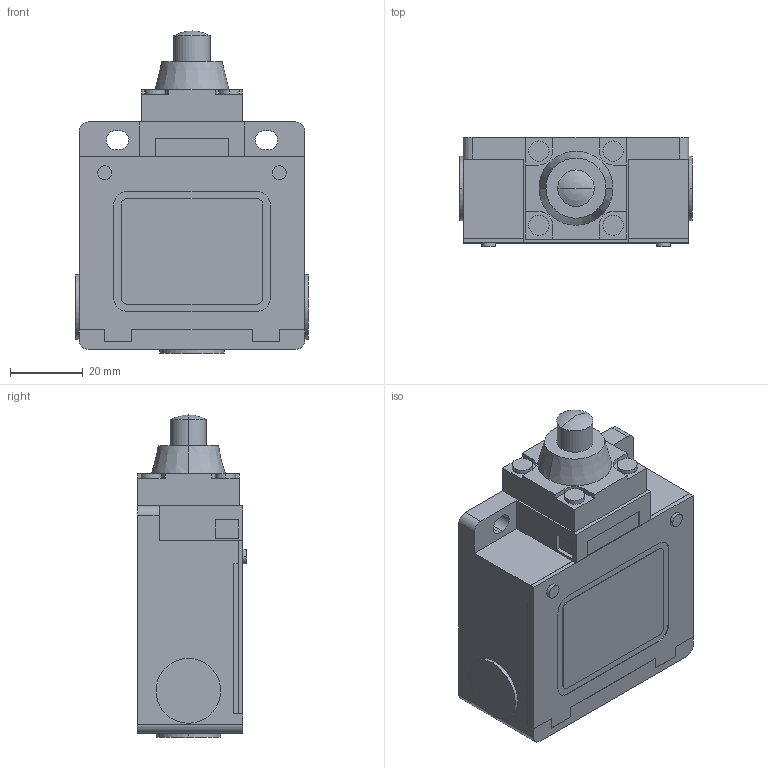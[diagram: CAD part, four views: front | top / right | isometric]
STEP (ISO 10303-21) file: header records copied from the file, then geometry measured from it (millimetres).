
FILE_DESCRIPTION(('starvars output'),'2;1');
FILE_NAME('cv20200406040548000009219.stp','04:05:48 2020/04/06',( 'Thomas Industrial Network Germany GmbH'),( 'Thomas Industrial Network Germany GmbH'),'unknown preprocess','ACIS' ,'unknown authorization');
FILE_SCHEMA(('AUTOMOTIVE_DESIGN_CC2 {UNKNOWN IMPLEMENTATION LEVEL}'));
Length unit declared in the file: millimetre
Products named in the file (1): PRODUCT_ID_1
Bounding box: 64 x 30 x 88.5 mm (x, y, z)
Volume: 114495.7 mm3; surface area: 17488.8 mm2
Topology: 1 solids, 1 shells, 155 faces, 400 edges, 263 vertices
Faces by surface type: plane 103, cylinder 48, cone 2, sphere 2
Entity records: 5648 total; most frequent: ORIENTED_EDGE 796, CARTESIAN_POINT 736, DIRECTION 669, EDGE_CURVE 398, VECTOR 277, LINE 277, VERTEX_POINT 263, AXIS2_PLACEMENT_3D 196
